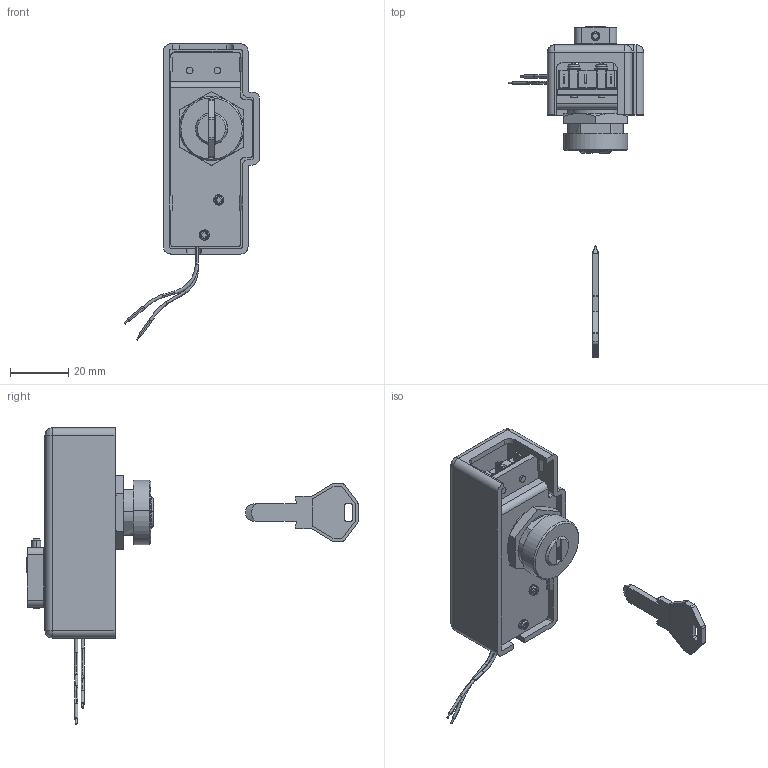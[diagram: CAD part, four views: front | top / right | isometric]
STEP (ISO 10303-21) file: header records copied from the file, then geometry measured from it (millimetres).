
FILE_DESCRIPTION((''),'2;1');
FILE_NAME('','2008-04-30T17:57:26',(''),(''),'','CADfix','');
FILE_SCHEMA(('AUTOMOTIVE_DESIGN { 1 0 10303 214 1 1 1 1 }'));
Length unit declared in the file: millimetre
Bounding box: 46.39 x 113.77 x 101.5 mm (x, y, z)
Volume: 28450.4 mm3; surface area: 26419.9 mm2
Topology: 5 solids, 5 shells, 597 faces, 1732 edges, 1180 vertices
Faces by surface type: bspline 597
Entity records: 26253 total; most frequent: CARTESIAN_POINT 16423, ORIENTED_EDGE 3456, EDGE_CURVE 1728, VERTEX_POINT 1180, QUASI_UNIFORM_CURVE 940, EDGE_LOOP 674, FACE_OUTER_BOUND 597, ADVANCED_FACE 597
